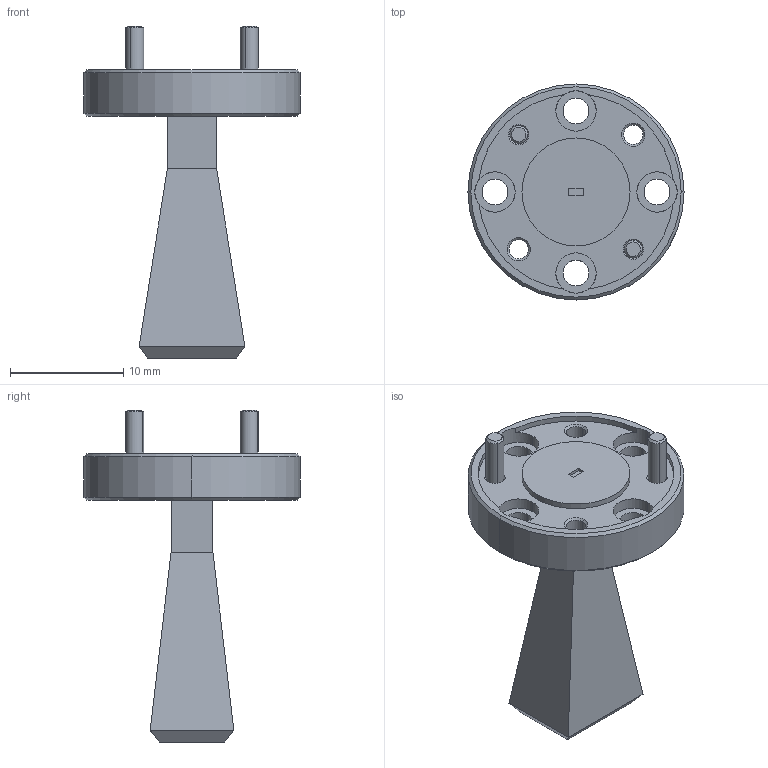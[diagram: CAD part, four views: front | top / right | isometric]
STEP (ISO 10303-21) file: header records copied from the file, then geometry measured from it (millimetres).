
FILE_DESCRIPTION (( 'STEP AP203' ), '1' );
FILE_NAME ('AR-G1-A.STEP', '2022-03-09T19:23:25', ( '' ), ( '' ), 'SwSTEP 2.0', 'SolidWorks 2021', '' );
FILE_SCHEMA (( 'CONFIG_CONTROL_DESIGN' ));
Length unit declared in the file: inch
Products named in the file (1): AR-G1-A
Bounding box: 19.05 x 19.05 x 29.27 mm (x, y, z)
Volume: 1740.5 mm3; surface area: 1599.1 mm2
Topology: 3 solids, 3 shells, 86 faces, 204 edges, 128 vertices
Faces by surface type: cylinder 36, plane 30, cone 20
Entity records: 2603 total; most frequent: DIRECTION 478, CARTESIAN_POINT 419, ORIENTED_EDGE 408, EDGE_CURVE 204, AXIS2_PLACEMENT_3D 187, VERTEX_POINT 128, EDGE_LOOP 106, VECTOR 104
